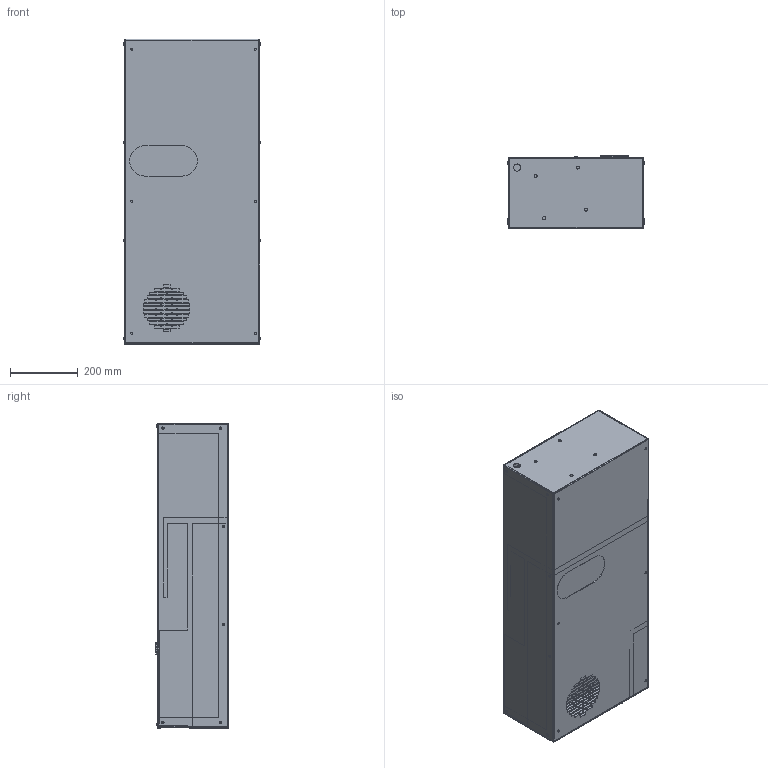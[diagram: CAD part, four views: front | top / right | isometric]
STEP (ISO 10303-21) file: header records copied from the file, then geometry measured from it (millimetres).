
FILE_DESCRIPTION (( 'STEP AP214' ), '1' );
FILE_NAME ('3127-1000-23-37.STEP', '2018-05-23T09:01:27', ( '' ), ( '' ), 'SwSTEP 2.0', 'SolidWorks 2017', '' );
FILE_SCHEMA (( 'AUTOMOTIVE_DESIGN' ));
Length unit declared in the file: millimetre
Products named in the file (7): W0095454~0; W0161684~0; W0161708~0; 8000-7981-03-09; W0161686~0; 3127-1000-23-37; W0005228~0
Assembly tree (25 placements, depth 2):
  3127-1000-23-37
    W0161684~0
    W0161686~0
    W0005228~0
    8000-7981-03-09  x20
    W0095454~0
    W0161708~0
Bounding box: 405.28 x 216 x 904.04 mm (x, y, z)
Volume: 17775780 mm3; surface area: 3615711.1 mm2
Topology: 26 solids, 26 shells, 1574 faces, 4469 edges, 2898 vertices
Faces by surface type: plane 863, cylinder 594, sphere 50, cone 40, bspline 23, torus 4
Entity records: 39561 total; most frequent: CARTESIAN_POINT 11763, ORIENTED_EDGE 5786, DIRECTION 5728, EDGE_CURVE 2893, AXIS2_PLACEMENT_3D 2059, VERTEX_POINT 1889, LINE 1610, VECTOR 1610
